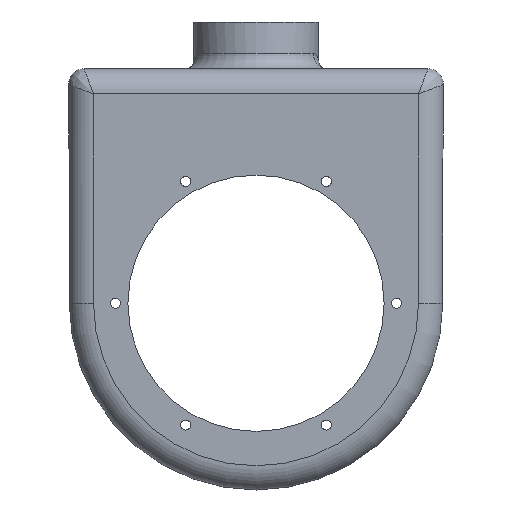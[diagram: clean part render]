
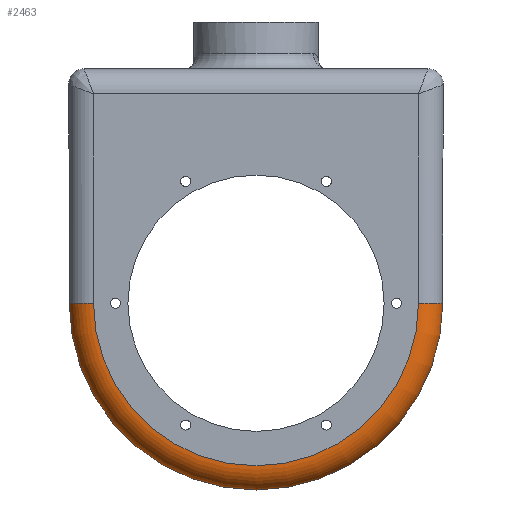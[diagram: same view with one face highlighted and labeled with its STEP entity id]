
A CAD part, front view. The second image highlights one B-rep face of the part: STEP entity #2463.
In plain terms, the highlighted toroidal (fillet/blend) face has major radius 52 mm and minor radius 8 mm.
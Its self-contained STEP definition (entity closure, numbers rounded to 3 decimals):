
#43 = FACE_OUTER_BOUND ( 'NONE', #2855, .T. ) ;
#87 = DIRECTION ( 'NONE',  ( 0., 0., 1. ) ) ;
#209 = AXIS2_PLACEMENT_3D ( 'NONE', #1742, #1706, #87 ) ;
#259 = TOROIDAL_SURFACE ( 'NONE', #980, 52., 8. ) ;
#302 = DIRECTION ( 'NONE',  ( 0., 1., 0. ) ) ;
#341 = CARTESIAN_POINT ( 'NONE',  ( 52., -44., -75. ) ) ;
#402 = CARTESIAN_POINT ( 'NONE',  ( 52., -52., -75. ) ) ;
#539 = EDGE_CURVE ( 'NONE', #2814, #1508, #1049, .T. ) ;
#821 = CIRCLE ( 'NONE', #4239, 8. ) ;
#980 = AXIS2_PLACEMENT_3D ( 'NONE', #3127, #2738, #2450 ) ;
#985 = VERTEX_POINT ( 'NONE', #3220 ) ;
#996 = EDGE_CURVE ( 'NONE', #1508, #3448, #3385, .T. ) ;
#1049 = CIRCLE ( 'NONE', #2629, 8. ) ;
#1195 = ORIENTED_EDGE ( 'NONE', *, *, #996, .F. ) ;
#1212 = DIRECTION ( 'NONE',  ( 0., -1., 0. ) ) ;
#1269 = CARTESIAN_POINT ( 'NONE',  ( 59.746, -46., -75. ) ) ;
#1339 = CARTESIAN_POINT ( 'NONE',  ( -52., -52., -75. ) ) ;
#1383 = DIRECTION ( 'NONE',  ( 0., 0., 1. ) ) ;
#1481 = VERTEX_POINT ( 'NONE', #1269 ) ;
#1508 = VERTEX_POINT ( 'NONE', #1339 ) ;
#1706 = DIRECTION ( 'NONE',  ( 0., 1., 0. ) ) ;
#1707 = CARTESIAN_POINT ( 'NONE',  ( 0., -46., -75. ) ) ;
#1742 = CARTESIAN_POINT ( 'NONE',  ( 0., -46., -75. ) ) ;
#1825 = CIRCLE ( 'NONE', #4315, 59.746 ) ;
#2006 = CIRCLE ( 'NONE', #209, 59.746 ) ;
#2207 = EDGE_CURVE ( 'NONE', #1481, #985, #2006, .T. ) ;
#2268 = CARTESIAN_POINT ( 'NONE',  ( 0., -52., -75. ) ) ;
#2388 = ORIENTED_EDGE ( 'NONE', *, *, #539, .F. ) ;
#2419 = ORIENTED_EDGE ( 'NONE', *, *, #2207, .F. ) ;
#2440 = CARTESIAN_POINT ( 'NONE',  ( -59.746, -46., -75. ) ) ;
#2450 = DIRECTION ( 'NONE',  ( 1., 0., 0. ) ) ;
#2463 = ADVANCED_FACE ( 'NONE', ( #43 ), #259, .T. ) ;
#2629 = AXIS2_PLACEMENT_3D ( 'NONE', #3417, #1383, #4093 ) ;
#2654 = DIRECTION ( 'NONE',  ( 0., 0., 1. ) ) ;
#2738 = DIRECTION ( 'NONE',  ( 0., -1., 0. ) ) ;
#2814 = VERTEX_POINT ( 'NONE', #2440 ) ;
#2855 = EDGE_LOOP ( 'NONE', ( #2419, #3235, #1195, #2388, #3289 ) ) ;
#3025 = EDGE_CURVE ( 'NONE', #985, #2814, #1825, .T. ) ;
#3127 = CARTESIAN_POINT ( 'NONE',  ( 0., -44., -75. ) ) ;
#3148 = DIRECTION ( 'NONE',  ( 0., 0., -1. ) ) ;
#3220 = CARTESIAN_POINT ( 'NONE',  ( 0., -46., -134.746 ) ) ;
#3235 = ORIENTED_EDGE ( 'NONE', *, *, #3435, .T. ) ;
#3289 = ORIENTED_EDGE ( 'NONE', *, *, #3025, .F. ) ;
#3385 = CIRCLE ( 'NONE', #3587, 52. ) ;
#3417 = CARTESIAN_POINT ( 'NONE',  ( -52., -44., -75. ) ) ;
#3435 = EDGE_CURVE ( 'NONE', #1481, #3448, #821, .T. ) ;
#3448 = VERTEX_POINT ( 'NONE', #402 ) ;
#3587 = AXIS2_PLACEMENT_3D ( 'NONE', #2268, #1212, #3918 ) ;
#3766 = DIRECTION ( 'NONE',  ( -1., 0., 0. ) ) ;
#3918 = DIRECTION ( 'NONE',  ( 1., 0., 0. ) ) ;
#4093 = DIRECTION ( 'NONE',  ( 1., 0., 0. ) ) ;
#4239 = AXIS2_PLACEMENT_3D ( 'NONE', #341, #3148, #3766 ) ;
#4315 = AXIS2_PLACEMENT_3D ( 'NONE', #1707, #302, #2654 ) ;
